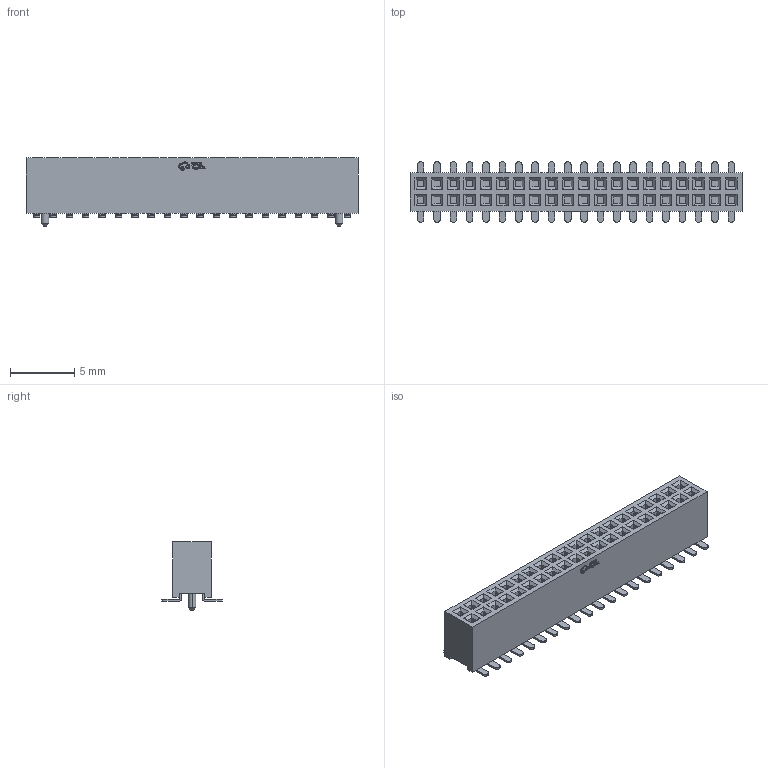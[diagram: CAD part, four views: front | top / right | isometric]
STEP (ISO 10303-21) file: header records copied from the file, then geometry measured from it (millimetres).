
FILE_DESCRIPTION (( 'STEP AP214' ), '1' );
FILE_NAME ('HDR-SMD_40P-P1.27_PM127-2-20-S-4.3-GO-P.STEP', '2023-08-10T13:10:55', ( '' ), ( '' ), 'SwSTEP 2.0', 'SolidWorks 2020', '' );
FILE_SCHEMA (( 'AUTOMOTIVE_DESIGN' ));
Length unit declared in the file: millimetre
Products named in the file (1): HDR-SMD_40P-P1.27_PM127-2-20-S-4.3-GO-P
Bounding box: 25.8 x 4.7 x 5.3 mm (x, y, z)
Volume: 285.7 mm3; surface area: 800.3 mm2
Topology: 1 solids, 1 shells, 1004 faces, 2539 edges, 1638 vertices
Faces by surface type: plane 738, cylinder 164, bspline 98, cone 4
Entity records: 38919 total; most frequent: CARTESIAN_POINT 6492, ORIENTED_EDGE 5078, DIRECTION 4485, EDGE_CURVE 2539, LINE 2007, VECTOR 2007, VERTEX_POINT 1638, AXIS2_PLACEMENT_3D 1239
